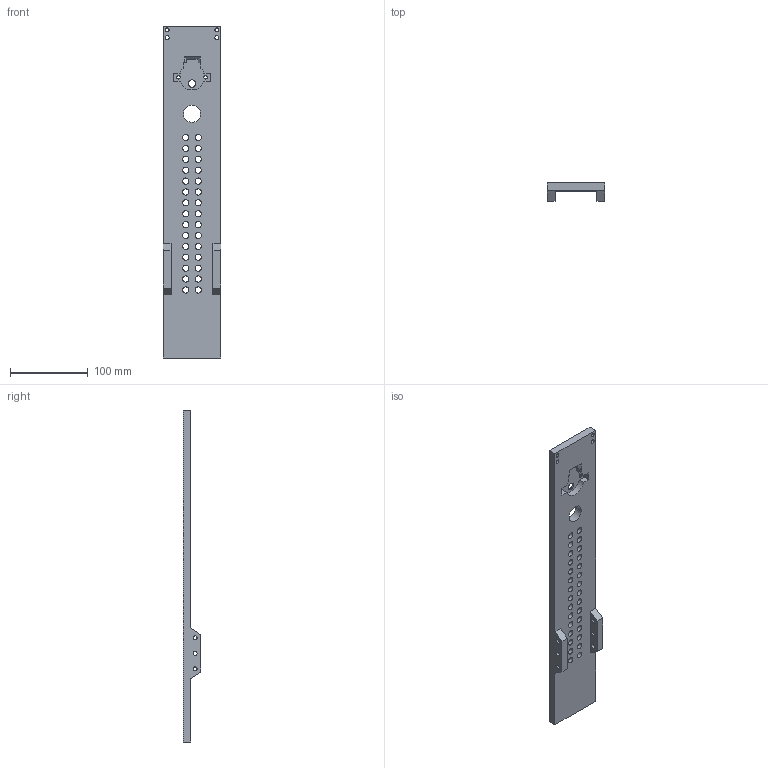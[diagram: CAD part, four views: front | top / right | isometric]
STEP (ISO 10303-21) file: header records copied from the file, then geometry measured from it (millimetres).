
FILE_DESCRIPTION(/* description */ ('STEP AP242 Edition 2','CAx-IF Rec.Pracs.---Representation and Presentation of Product Manufacturing Information (PMI)---4.0---2014-10-13','CAx-IF Rec.Pracs.---3D Tessellated Geometry---0.4---2014-09-14','2;1','CAx-IF Rec.Pracs.---User Defined Attributes---1.5---2016-08-15'),/* implementation_level */ '2;1');
FILE_NAME(/* name */ '6990a022a7f830d58a5bf5d5',/* time_stamp */ '2026-02-14T16:17:39Z',/* author */ (''),/* organization */ (''),/* preprocessor_version */ 'ST-DEVELOPER v20',/* originating_system */ 'ONSHAPE BY PTC INC, 1.210',/* authorisation */ ' ');
FILE_SCHEMA (('AP242_MANAGED_MODEL_BASED_3D_ENGINEERING_MIM_LF { 1 0 10303 442 3 1 4 }'));
Length unit declared in the file: metre
Products named in the file (1): Part 1
Bounding box: 74 x 23 x 427 mm (x, y, z)
Volume: 300228.6 mm3; surface area: 83203.3 mm2
Topology: 1 solids, 1 shells, 78 faces, 229 edges, 154 vertices
Faces by surface type: cylinder 47, plane 31
Full cylindrical faces by diameter (mm): 4.5 x2, 5 x10, 8 x30, 9.5 x1, 22 x1
Entity records: 2563 total; most frequent: DIRECTION 431, CARTESIAN_POINT 406, ORIENTED_EDGE 358, EDGE_LOOP 211, FACE_BOUND 211, EDGE_CURVE 179, AXIS2_PLACEMENT_3D 173, VERTEX_POINT 148
